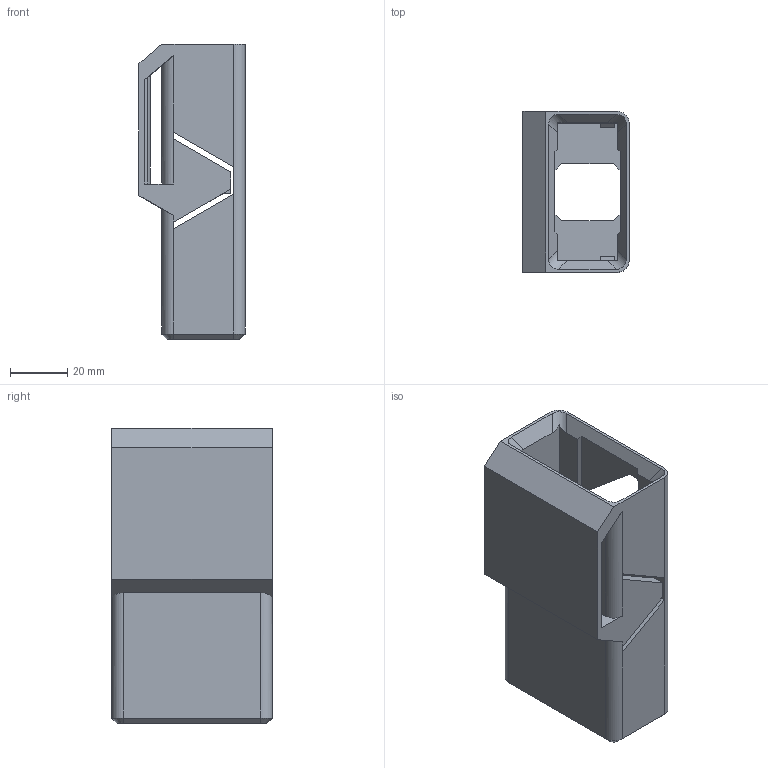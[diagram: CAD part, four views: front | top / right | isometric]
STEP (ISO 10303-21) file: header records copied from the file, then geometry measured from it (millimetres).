
FILE_DESCRIPTION(/* description */ (''),/* implementation_level */ '2;1');
FILE_NAME(/* name */ '1x Talon Holder Tall Ambi for Jurrien v6.step',/* time_stamp */ '2023-02-26T17:38:31-08:00',/* author */ (''),/* organization */ (''),/* preprocessor_version */ 'ST-DEVELOPER v19.2',/* originating_system */ 'Autodesk Translation Framework v11.17.0.187',/* authorisation */ '');
FILE_SCHEMA (('AUTOMOTIVE_DESIGN { 1 0 10303 214 3 1 1 }'));
Length unit declared in the file: millimetre
Products named in the file (1): Talon Holder v14 Single
Bounding box: 37 x 56 x 103 mm (x, y, z)
Volume: 66425.3 mm3; surface area: 37214.5 mm2
Topology: 1 solids, 1 shells, 103 faces, 305 edges, 196 vertices
Faces by surface type: plane 87, cylinder 12, cone 4
Entity records: 3428 total; most frequent: ORIENTED_EDGE 610, CARTESIAN_POINT 605, DIRECTION 545, EDGE_CURVE 305, LINE 273, VECTOR 273, VERTEX_POINT 196, AXIS2_PLACEMENT_3D 136
